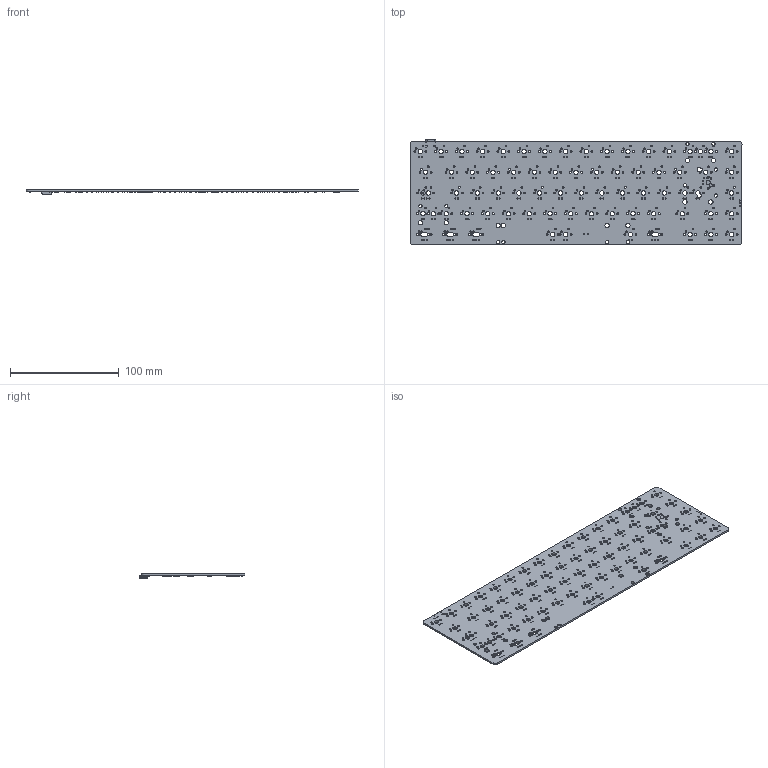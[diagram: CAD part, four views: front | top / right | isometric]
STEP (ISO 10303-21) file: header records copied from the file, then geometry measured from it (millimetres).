
FILE_DESCRIPTION(('KiCad electronic assembly'),'2;1');
FILE_NAME('Savage65_PCB.step','2022-10-05T20:51:10',('Pcbnew'),('Kicad') ,'Open CASCADE STEP processor 7.6','KiCad to STEP converter','Unknown' );
FILE_SCHEMA(('AUTOMOTIVE_DESIGN { 1 0 10303 214 1 1 1 1 }'));
Length unit declared in the file: millimetre
Products named in the file (24): Savage65_PCB 1; C_0603_1608Metric; SOLID; D_SOD-123F; Fuse_1206_3216Metric; SOT-23; R_0603_1608Metric; SW_SPST_TL3342; SW_SPDT_PCM12; SOT-23-6; SOT-23-5; LQFP-48_7x7mm_P0.5mm; HRO  TYPE-C-31-M-12; _autosave-Brutal65 PCB
Assembly tree (174 placements, depth 3):
  Savage65_PCB 1
    C_0603_1608Metric  x9
      SOLID
    D_SOD-123F  x71
      SOLID
    Fuse_1206_3216Metric
      SOLID
    SOT-23
      SOLID
    R_0603_1608Metric  x74
      SOLID
    SW_SPST_TL3342
      SOLID
    SW_SPDT_PCM12
      SOLID
    SOT-23-6
      SOLID
    SOT-23-5
      SOLID
    LQFP-48_7x7mm_P0.5mm
      SOLID
    HRO  TYPE-C-31-M-12
      SOLID
    _autosave-Brutal65 PCB
Bounding box: 304.8 x 97.04 x 4.86 mm (x, y, z)
Volume: 43940.7 mm3; surface area: 63212.3 mm2
Topology: 163 solids, 164 shells, 6309 faces, 16002 edges, 10137 vertices
Faces by surface type: bspline 5662, cylinder 609, plane 38
Full cylindrical faces by diameter (mm): 0.65 x2, 0.9 x2, 1 x3, 1.04 x149, 1.47 x155, 1.75 x135, 3.048 x10, 3.988 x78
Entity records: 161528 total; most frequent: CARTESIAN_POINT 52205, ORIENTED_EDGE 12524, PCURVE 12524, DEFINITIONAL_REPRESENTATION 12524, B_SPLINE_CURVE_WITH_KNOTS 11707, DIRECTION 8607, EDGE_CURVE 6262, SURFACE_CURVE 5717
